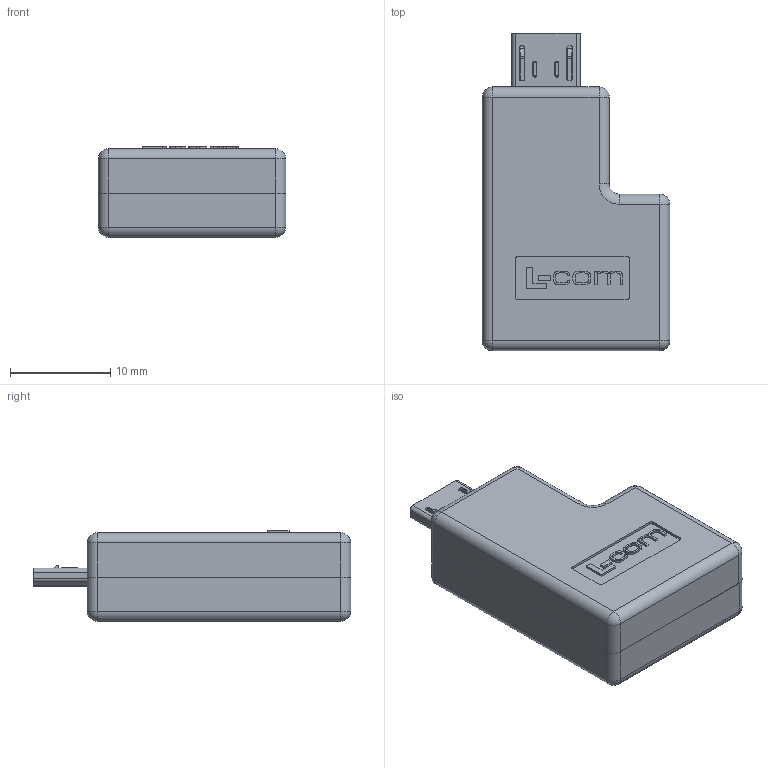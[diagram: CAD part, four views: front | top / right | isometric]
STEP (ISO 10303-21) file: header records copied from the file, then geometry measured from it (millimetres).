
FILE_DESCRIPTION (( 'STEP AP214' ), '1' );
FILE_NAME ('UAD2.0MICB-2.STEP', '2012-12-06T21:59:01', ( 'x' ), ( '' ), 'SwSTEP 2.0', 'SolidWorks 2012', '' );
FILE_SCHEMA (( 'AUTOMOTIVE_DESIGN' ));
Length unit declared in the file: inch
Products named in the file (9): 1AG01-081; 1AG01-082; 1AA05-052___; 1AA05-052-MA3___; 1AA05-052-MA2___; 1AA05-052-MA1___; 1AA05-051; 1BC01-043; UAD2.0MICB-2
Assembly tree (8 placements, depth 3):
  UAD2.0MICB-2
    1BC01-043
    1AA05-051
    1AA05-052___
      1AA05-052-MA1___
      1AA05-052-MA2___
      1AA05-052-MA3___
    1AG01-082
    1AG01-081
Bounding box: 18.76 x 31.74 x 9.04 mm (x, y, z)
Volume: 2024.2 mm3; surface area: 4998.4 mm2
Topology: 12 solids, 12 shells, 2396 faces, 6371 edges, 4027 vertices
Faces by surface type: plane 1285, cylinder 578, bspline 292, torus 103, sphere 102, cone 36
Entity records: 89322 total; most frequent: CARTESIAN_POINT 28129, ORIENTED_EDGE 12676, DIRECTION 10440, EDGE_CURVE 6338, VERTEX_POINT 4022, VECTOR 3928, LINE 3928, AXIS2_PLACEMENT_3D 3256
